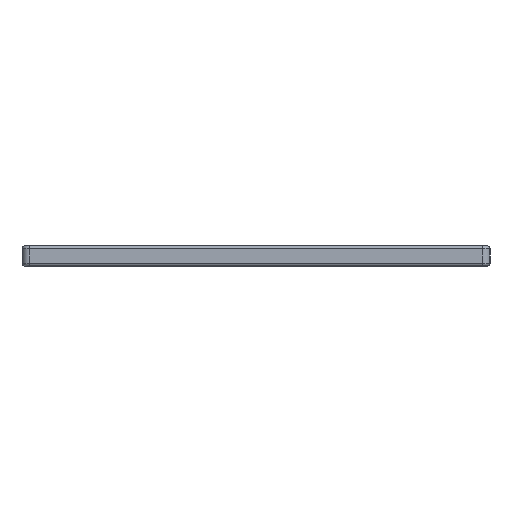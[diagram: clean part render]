
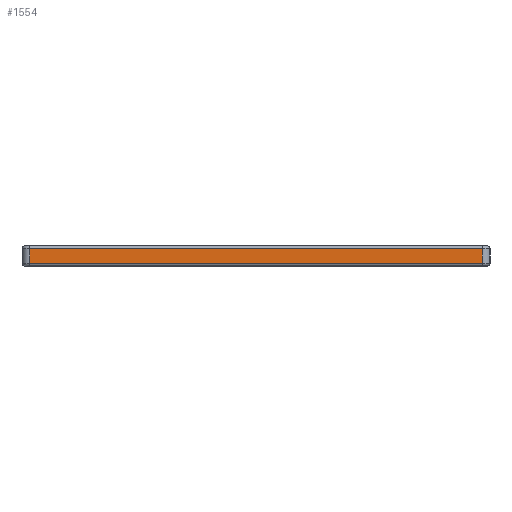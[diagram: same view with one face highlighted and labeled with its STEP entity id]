
A CAD part, left-side view. The second image highlights one B-rep face of the part: STEP entity #1554.
In plain terms, the highlighted planar face has unit normal (-1, 0, 0).
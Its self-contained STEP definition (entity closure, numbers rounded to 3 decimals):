
#111 = LINE ( 'NONE', #9473, #5300 ) ;
#235 = LINE ( 'NONE', #17354, #2914 ) ;
#416 = CARTESIAN_POINT ( 'NONE',  ( 0., 5., -2. ) ) ;
#1554 = ADVANCED_FACE ( 'NONE', ( #12630 ), #6877, .T. ) ;
#1977 = VERTEX_POINT ( 'NONE', #416 ) ;
#2321 = LINE ( 'NONE', #4240, #13575 ) ;
#2353 = ORIENTED_EDGE ( 'NONE', *, *, #12446, .T. ) ;
#2677 = LINE ( 'NONE', #5744, #12727 ) ;
#2914 = VECTOR ( 'NONE', #6303, 1000. ) ;
#3322 = CARTESIAN_POINT ( 'NONE',  ( 0., 5., -11. ) ) ;
#4240 = CARTESIAN_POINT ( 'NONE',  ( 0., 295., -2. ) ) ;
#4381 = CARTESIAN_POINT ( 'NONE',  ( 0., 295., -2. ) ) ;
#5300 = VECTOR ( 'NONE', #20308, 1000. ) ;
#5744 = CARTESIAN_POINT ( 'NONE',  ( 0., 0., -11. ) ) ;
#6303 = DIRECTION ( 'NONE',  ( 0., 0., 1. ) ) ;
#6737 = EDGE_LOOP ( 'NONE', ( #8808, #9579, #11012, #2353 ) ) ;
#6877 = PLANE ( 'NONE',  #17752 ) ;
#7371 = DIRECTION ( 'NONE',  ( 0., 1., 0. ) ) ;
#8325 = DIRECTION ( 'NONE',  ( -1., 0., 0. ) ) ;
#8808 = ORIENTED_EDGE ( 'NONE', *, *, #10980, .T. ) ;
#9473 = CARTESIAN_POINT ( 'NONE',  ( 0., 295., -13. ) ) ;
#9579 = ORIENTED_EDGE ( 'NONE', *, *, #17625, .T. ) ;
#9813 = DIRECTION ( 'NONE',  ( 0., 0., 1. ) ) ;
#9888 = VERTEX_POINT ( 'NONE', #3322 ) ;
#10980 = EDGE_CURVE ( 'NONE', #12515, #13419, #111, .T. ) ;
#11012 = ORIENTED_EDGE ( 'NONE', *, *, #16638, .T. ) ;
#12446 = EDGE_CURVE ( 'NONE', #1977, #12515, #2321, .T. ) ;
#12515 = VERTEX_POINT ( 'NONE', #4381 ) ;
#12630 = FACE_OUTER_BOUND ( 'NONE', #6737, .T. ) ;
#12727 = VECTOR ( 'NONE', #13332, 1000. ) ;
#13332 = DIRECTION ( 'NONE',  ( 0., -1., 0. ) ) ;
#13419 = VERTEX_POINT ( 'NONE', #18517 ) ;
#13575 = VECTOR ( 'NONE', #7371, 1000. ) ;
#16345 = CARTESIAN_POINT ( 'NONE',  ( 0., 0., -13. ) ) ;
#16638 = EDGE_CURVE ( 'NONE', #9888, #1977, #235, .T. ) ;
#17354 = CARTESIAN_POINT ( 'NONE',  ( 0., 5., -13. ) ) ;
#17625 = EDGE_CURVE ( 'NONE', #13419, #9888, #2677, .T. ) ;
#17752 = AXIS2_PLACEMENT_3D ( 'NONE', #16345, #8325, #9813 ) ;
#18517 = CARTESIAN_POINT ( 'NONE',  ( 0., 295., -11. ) ) ;
#20308 = DIRECTION ( 'NONE',  ( 0., 0., -1. ) ) ;
